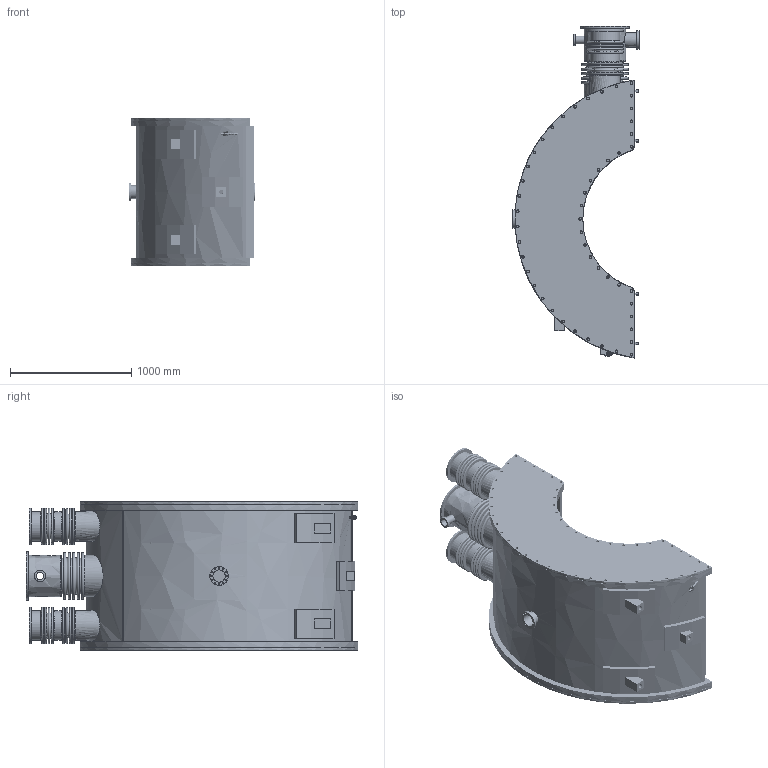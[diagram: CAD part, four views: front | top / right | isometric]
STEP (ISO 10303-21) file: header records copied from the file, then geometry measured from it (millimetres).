
FILE_DESCRIPTION((''),'2;1');
FILE_NAME('inner_vessel_040819.stp','2004-08-23T11:23:03',('mihara'),(''),'Autodesk Inventor 8','Autodesk Inventor 8','');
FILE_SCHEMA(('AUTOMOTIVE_DESIGN { 1 0 10303 214 1 1 1 1 }'));
Length unit declared in the file: millimetre
Products named in the file (29): inner_vessel_040819; inner vessel_inner_vessel___-1; inner vessel_inner_wall___-1; inner vessel_outer_wall___-1; inner vessel_vertical wall___-1; inner vessel_inner_foil___-1; inner vessel_top_central_nozzle___-1; inner vessel_top_nozzle_laterali___-1; inner vessel_top central bellow___-1; inner vessel_central_nozzle_top_flange___-1; inner vessel_lateral_bellow___-1; inner vessel_top_tube_lateral___-1; inner vessel_top_nozzle_lateral_flange___-1; inner vessel_CF100____-1; inner vessel_draining_tube___-1; inner vessel_troncretto_draining___-1; inner vessel_soffietto drenaggio___-1; inner vessel_lateral_reinf_pad_outer wall___-1; inner vessel_housing_lateral_feet___-1; inner vessel_central reinf_pad outer vessel___-1; inner vessel_central_housing_block___-1; inner vessel_inner_vessel_end_cover_2___-1; inner vessel_inner_vessel_end_cover_1___-1; inner vessel_cf100_top_nozzle___-1; inner vessel_CF 64 top nozzle___-1; inner vessel_stiffener_vertical wall___-1; inner vessel_honycomb_cuscion___-1; inner_vessel_end_flange_mod; inner_vessel_end_flange_mod_MIR
Assembly tree (37 placements, depth 3):
  inner_vessel_040819
    inner vessel_inner_vessel___-1
      inner vessel_inner_wall___-1
      inner vessel_outer_wall___-1  x2
      inner vessel_vertical wall___-1
      inner vessel_inner_foil___-1
      inner vessel_top_central_nozzle___-1
      inner vessel_top_nozzle_laterali___-1
      inner vessel_top central bellow___-1
      inner vessel_central_nozzle_top_flange___-1
      inner vessel_lateral_bellow___-1  x4
      inner vessel_top_tube_lateral___-1  x2
      inner vessel_top_nozzle_lateral_flange___-1  x2
      inner vessel_CF100____-1
      inner vessel_draining_tube___-1
      inner vessel_troncretto_draining___-1
      inner vessel_soffietto drenaggio___-1
      inner vessel_lateral_reinf_pad_outer wall___-1  x2
      inner vessel_housing_lateral_feet___-1  x2
      inner vessel_central reinf_pad outer vessel___-1
      inner vessel_central_housing_block___-1
      inner vessel_inner_vessel_end_cover_2___-1
      inner vessel_inner_vessel_end_cover_1___-1
      inner vessel_cf100_top_nozzle___-1
      inner vessel_CF 64 top nozzle___-1
      inner vessel_stiffener_vertical wall___-1  x2
      inner vessel_honycomb_cuscion___-1
      inner_vessel_end_flange_mod
      inner_vessel_end_flange_mod_MIR
Bounding box: 1038.66 x 2731.58 x 1220 mm (x, y, z)
Volume: 208241261.1 mm3; surface area: 35326934 mm2
Topology: 39 solids, 39 shells, 1371 faces, 3075 edges, 1924 vertices
Faces by surface type: bspline 1203, cylinder 84, cone 84
Entity records: 54656 total; most frequent: CARTESIAN_POINT 35056, ORIENTED_EDGE 5236, EDGE_CURVE 2618, EDGE_LOOP 1962, VERTEX_POINT 1738, FACE_OUTER_BOUND 1202, ADVANCED_FACE 1202, DIRECTION 1164
